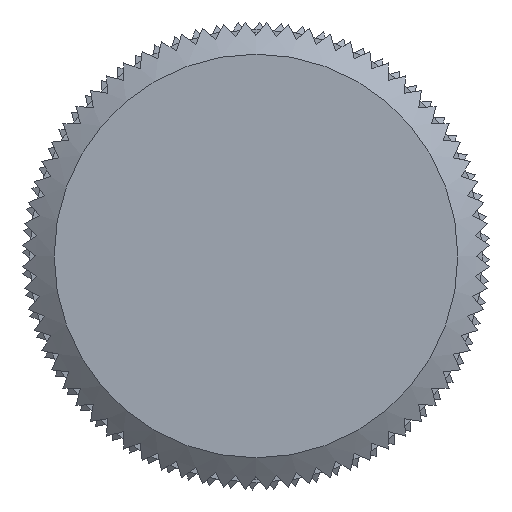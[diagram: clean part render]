
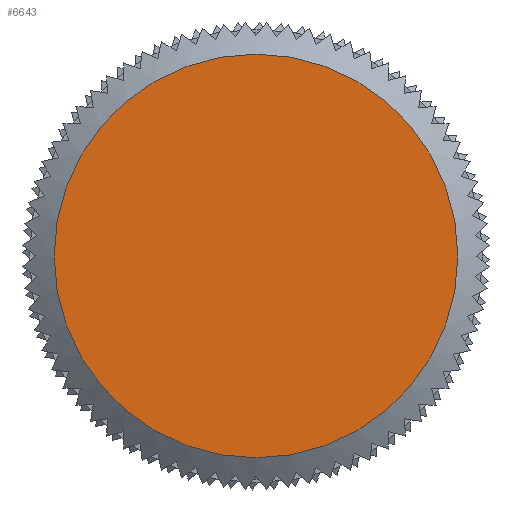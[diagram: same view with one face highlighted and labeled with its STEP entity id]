
A CAD part, left-side view. The second image highlights one B-rep face of the part: STEP entity #6643.
In plain terms, the highlighted planar face has unit normal (-1, 0, 0).
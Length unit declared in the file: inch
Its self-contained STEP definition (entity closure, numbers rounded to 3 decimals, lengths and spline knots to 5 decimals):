
#645 = FACE_OUTER_BOUND ( 'NONE', #6148, .T. ) ;
#1008 = AXIS2_PLACEMENT_3D ( 'NONE', #2280, #4517, #4053 ) ;
#2280 = CARTESIAN_POINT ( 'NONE',  ( 0., 0., -0.16385 ) ) ;
#2551 = VERTEX_POINT ( 'NONE', #4749 ) ;
#2872 = DIRECTION ( 'NONE',  ( 1., 0., 0. ) ) ;
#3358 = PLANE ( 'NONE',  #1008 ) ;
#3505 = CIRCLE ( 'NONE', #4652, 0.16385 ) ;
#4053 = DIRECTION ( 'NONE',  ( 0., 0., 1. ) ) ;
#4117 = EDGE_CURVE ( 'NONE', #2551, #2551, #3505, .T. ) ;
#4517 = DIRECTION ( 'NONE',  ( -1., 0., 0. ) ) ;
#4652 = AXIS2_PLACEMENT_3D ( 'NONE', #5634, #2872, #5027 ) ;
#4749 = CARTESIAN_POINT ( 'NONE',  ( 0., 0., -0.16385 ) ) ;
#5027 = DIRECTION ( 'NONE',  ( 0., 0., -1. ) ) ;
#5634 = CARTESIAN_POINT ( 'NONE',  ( 0., 0., 0. ) ) ;
#6148 = EDGE_LOOP ( 'NONE', ( #6362 ) ) ;
#6362 = ORIENTED_EDGE ( 'NONE', *, *, #4117, .F. ) ;
#6643 = ADVANCED_FACE ( 'NONE', ( #645 ), #3358, .T. ) ;
